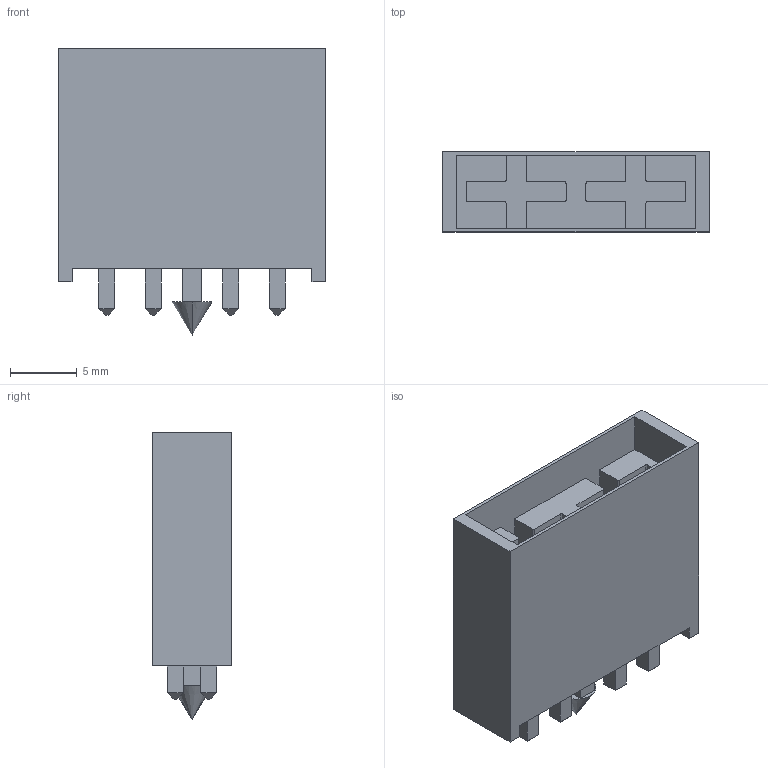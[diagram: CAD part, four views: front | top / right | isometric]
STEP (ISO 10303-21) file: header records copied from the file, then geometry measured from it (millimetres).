
FILE_DESCRIPTION((''),'2;1');
FILE_NAME('FUSEHOLDER_BLADELARGE','2020-10-03T03:19:19',('Mitch'),(''),'CREO PARAMETRIC BY PTC INC, 2018050','CREO PARAMETRIC BY PTC INC, 2018050','');
FILE_SCHEMA(('AUTOMOTIVE_DESIGN { 1 0 10303 214 1 1 1 1 }'));
Length unit declared in the file: millimetre
Products named in the file (1): FUSEHOLDER_BLADELARGE
Bounding box: 20 x 6 x 21.5 mm (x, y, z)
Volume: 1643.6 mm3; surface area: 1574.1 mm2
Topology: 1 solids, 1 shells, 134 faces, 334 edges, 211 vertices
Faces by surface type: plane 116, cylinder 16, cone 2
Entity records: 4090 total; most frequent: CARTESIAN_POINT 679, ORIENTED_EDGE 664, DIRECTION 634, EDGE_CURVE 332, VECTOR 298, LINE 298, VERTEX_POINT 211, AXIS2_PLACEMENT_3D 168
